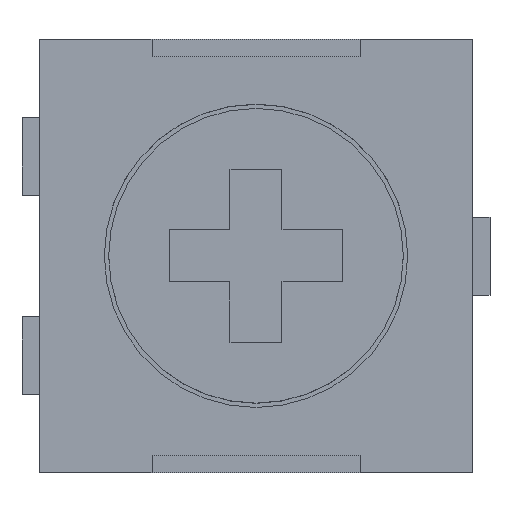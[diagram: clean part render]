
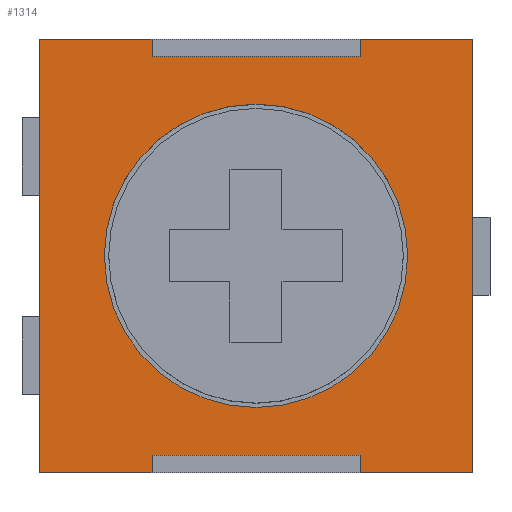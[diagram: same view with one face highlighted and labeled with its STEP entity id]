
A CAD part, top view. The second image highlights one B-rep face of the part: STEP entity #1314.
In plain terms, the highlighted planar face has unit normal (0, 0, 1).
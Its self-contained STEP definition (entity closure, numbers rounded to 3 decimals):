
#32 = CARTESIAN_POINT ( 'NONE',  ( 5., 5., 2.7 ) ) ;
#85 = DIRECTION ( 'NONE',  ( 0., 1., 0. ) ) ;
#126 = VERTEX_POINT ( 'NONE', #691 ) ;
#130 = CARTESIAN_POINT ( 'NONE',  ( 3.7, 0., 2.7 ) ) ;
#160 = CARTESIAN_POINT ( 'NONE',  ( 3.7, 0., 2.7 ) ) ;
#167 = CARTESIAN_POINT ( 'NONE',  ( 5., 0., 2.7 ) ) ;
#188 = LINE ( 'NONE', #2492, #1609 ) ;
#206 = EDGE_CURVE ( 'NONE', #2386, #668, #2429, .T. ) ;
#215 = ORIENTED_EDGE ( 'NONE', *, *, #1216, .T. ) ;
#252 = CIRCLE ( 'NONE', #2148, 1.75 ) ;
#290 = LINE ( 'NONE', #1284, #1424 ) ;
#352 = EDGE_CURVE ( 'NONE', #2009, #1911, #188, .T. ) ;
#366 = EDGE_CURVE ( 'NONE', #1220, #2009, #1354, .T. ) ;
#376 = FACE_OUTER_BOUND ( 'NONE', #1562, .T. ) ;
#406 = LINE ( 'NONE', #32, #1327 ) ;
#417 = CARTESIAN_POINT ( 'NONE',  ( 1.3, 5., 2.7 ) ) ;
#454 = DIRECTION ( 'NONE',  ( -1., 0., 0. ) ) ;
#460 = EDGE_CURVE ( 'NONE', #1740, #734, #1368, .T. ) ;
#502 = VECTOR ( 'NONE', #85, 1000. ) ;
#504 = ORIENTED_EDGE ( 'NONE', *, *, #460, .T. ) ;
#565 = VERTEX_POINT ( 'NONE', #167 ) ;
#586 = DIRECTION ( 'NONE',  ( 1., 0., 0. ) ) ;
#591 = DIRECTION ( 'NONE',  ( -1., 0., 0. ) ) ;
#647 = ORIENTED_EDGE ( 'NONE', *, *, #716, .F. ) ;
#664 = CARTESIAN_POINT ( 'NONE',  ( 0., 5., 2.7 ) ) ;
#667 = DIRECTION ( 'NONE',  ( 1., 0., 0. ) ) ;
#668 = VERTEX_POINT ( 'NONE', #1734 ) ;
#670 = DIRECTION ( 'NONE',  ( 0., -1., 0. ) ) ;
#679 = LINE ( 'NONE', #1493, #502 ) ;
#691 = CARTESIAN_POINT ( 'NONE',  ( 4.25, 2.5, 2.7 ) ) ;
#716 = EDGE_CURVE ( 'NONE', #2470, #126, #252, .T. ) ;
#723 = ORIENTED_EDGE ( 'NONE', *, *, #994, .F. ) ;
#734 = VERTEX_POINT ( 'NONE', #1346 ) ;
#764 = CARTESIAN_POINT ( 'NONE',  ( 0.75, 2.5, 2.7 ) ) ;
#789 = AXIS2_PLACEMENT_3D ( 'NONE', #1985, #1163, #586 ) ;
#806 = EDGE_CURVE ( 'NONE', #565, #1923, #406, .T. ) ;
#810 = DIRECTION ( 'NONE',  ( 0., 1., 0. ) ) ;
#813 = ORIENTED_EDGE ( 'NONE', *, *, #1960, .T. ) ;
#827 = VECTOR ( 'NONE', #2106, 1000. ) ;
#849 = VERTEX_POINT ( 'NONE', #1888 ) ;
#851 = CARTESIAN_POINT ( 'NONE',  ( 2.5, 2.5, 2.7 ) ) ;
#871 = CARTESIAN_POINT ( 'NONE',  ( 1.3, 0.2, 2.7 ) ) ;
#879 = ORIENTED_EDGE ( 'NONE', *, *, #366, .F. ) ;
#904 = EDGE_CURVE ( 'NONE', #126, #2470, #2188, .T. ) ;
#913 = VECTOR ( 'NONE', #1254, 1000. ) ;
#979 = FACE_BOUND ( 'NONE', #2448, .T. ) ;
#994 = EDGE_CURVE ( 'NONE', #1680, #849, #679, .T. ) ;
#1049 = LINE ( 'NONE', #871, #1087 ) ;
#1087 = VECTOR ( 'NONE', #670, 1000. ) ;
#1088 = CARTESIAN_POINT ( 'NONE',  ( 0., 0., 2.7 ) ) ;
#1093 = EDGE_CURVE ( 'NONE', #1923, #849, #1644, .T. ) ;
#1150 = LINE ( 'NONE', #2104, #1665 ) ;
#1163 = DIRECTION ( 'NONE',  ( 0., 0., 1. ) ) ;
#1214 = DIRECTION ( 'NONE',  ( 1., 0., 0. ) ) ;
#1216 = EDGE_CURVE ( 'NONE', #734, #2386, #1150, .T. ) ;
#1220 = VERTEX_POINT ( 'NONE', #130 ) ;
#1254 = DIRECTION ( 'NONE',  ( -1., 0., 0. ) ) ;
#1261 = ORIENTED_EDGE ( 'NONE', *, *, #206, .T. ) ;
#1271 = CARTESIAN_POINT ( 'NONE',  ( 5., 5., 2.7 ) ) ;
#1284 = CARTESIAN_POINT ( 'NONE',  ( 1.3, 5., 2.7 ) ) ;
#1314 = ADVANCED_FACE ( 'NONE', ( #376, #979 ), #1362, .T. ) ;
#1327 = VECTOR ( 'NONE', #810, 1000. ) ;
#1346 = CARTESIAN_POINT ( 'NONE',  ( 0., 5., 2.7 ) ) ;
#1354 = LINE ( 'NONE', #160, #1371 ) ;
#1362 = PLANE ( 'NONE',  #789 ) ;
#1368 = LINE ( 'NONE', #2502, #2145 ) ;
#1371 = VECTOR ( 'NONE', #2332, 1000. ) ;
#1407 = LINE ( 'NONE', #1635, #2157 ) ;
#1412 = ORIENTED_EDGE ( 'NONE', *, *, #1093, .T. ) ;
#1417 = DIRECTION ( 'NONE',  ( 0., 0., 1. ) ) ;
#1424 = VECTOR ( 'NONE', #2067, 1000. ) ;
#1441 = DIRECTION ( 'NONE',  ( 1., 0., 0. ) ) ;
#1473 = ORIENTED_EDGE ( 'NONE', *, *, #904, .F. ) ;
#1474 = CARTESIAN_POINT ( 'NONE',  ( 1.3, 0.2, 2.7 ) ) ;
#1493 = CARTESIAN_POINT ( 'NONE',  ( 3.7, 4.8, 2.7 ) ) ;
#1514 = ORIENTED_EDGE ( 'NONE', *, *, #1851, .F. ) ;
#1518 = ORIENTED_EDGE ( 'NONE', *, *, #1694, .F. ) ;
#1532 = AXIS2_PLACEMENT_3D ( 'NONE', #851, #1417, #1214 ) ;
#1562 = EDGE_LOOP ( 'NONE', ( #1514, #2137, #879, #813, #2127, #1412, #723, #1518, #2199, #504, #215, #1261 ) ) ;
#1609 = VECTOR ( 'NONE', #591, 1000. ) ;
#1624 = VERTEX_POINT ( 'NONE', #1966 ) ;
#1635 = CARTESIAN_POINT ( 'NONE',  ( 1.3, 4.8, 2.7 ) ) ;
#1644 = LINE ( 'NONE', #664, #913 ) ;
#1665 = VECTOR ( 'NONE', #2118, 1000. ) ;
#1680 = VERTEX_POINT ( 'NONE', #2149 ) ;
#1694 = EDGE_CURVE ( 'NONE', #1624, #1680, #1407, .T. ) ;
#1722 = CARTESIAN_POINT ( 'NONE',  ( 0., 0., 2.7 ) ) ;
#1725 = LINE ( 'NONE', #2133, #827 ) ;
#1734 = CARTESIAN_POINT ( 'NONE',  ( 1.3, 0., 2.7 ) ) ;
#1740 = VERTEX_POINT ( 'NONE', #417 ) ;
#1851 = EDGE_CURVE ( 'NONE', #1911, #668, #1049, .T. ) ;
#1888 = CARTESIAN_POINT ( 'NONE',  ( 3.7, 5., 2.7 ) ) ;
#1898 = EDGE_CURVE ( 'NONE', #1740, #1624, #290, .T. ) ;
#1911 = VERTEX_POINT ( 'NONE', #1474 ) ;
#1923 = VERTEX_POINT ( 'NONE', #1271 ) ;
#1930 = CARTESIAN_POINT ( 'NONE',  ( 3.7, 0.2, 2.7 ) ) ;
#1960 = EDGE_CURVE ( 'NONE', #1220, #565, #1725, .T. ) ;
#1966 = CARTESIAN_POINT ( 'NONE',  ( 1.3, 4.8, 2.7 ) ) ;
#1985 = CARTESIAN_POINT ( 'NONE',  ( 0., 0., 2.7 ) ) ;
#2009 = VERTEX_POINT ( 'NONE', #1930 ) ;
#2067 = DIRECTION ( 'NONE',  ( 0., -1., 0. ) ) ;
#2104 = CARTESIAN_POINT ( 'NONE',  ( 0., 5., 2.7 ) ) ;
#2106 = DIRECTION ( 'NONE',  ( 1., 0., 0. ) ) ;
#2118 = DIRECTION ( 'NONE',  ( 0., -1., 0. ) ) ;
#2127 = ORIENTED_EDGE ( 'NONE', *, *, #806, .T. ) ;
#2133 = CARTESIAN_POINT ( 'NONE',  ( 0., 0., 2.7 ) ) ;
#2137 = ORIENTED_EDGE ( 'NONE', *, *, #352, .F. ) ;
#2145 = VECTOR ( 'NONE', #454, 1000. ) ;
#2148 = AXIS2_PLACEMENT_3D ( 'NONE', #2522, #2534, #2294 ) ;
#2149 = CARTESIAN_POINT ( 'NONE',  ( 3.7, 4.8, 2.7 ) ) ;
#2157 = VECTOR ( 'NONE', #1441, 1000. ) ;
#2188 = CIRCLE ( 'NONE', #1532, 1.75 ) ;
#2199 = ORIENTED_EDGE ( 'NONE', *, *, #1898, .F. ) ;
#2294 = DIRECTION ( 'NONE',  ( 1., 0., 0. ) ) ;
#2332 = DIRECTION ( 'NONE',  ( 0., 1., 0. ) ) ;
#2386 = VERTEX_POINT ( 'NONE', #1722 ) ;
#2429 = LINE ( 'NONE', #1088, #2511 ) ;
#2448 = EDGE_LOOP ( 'NONE', ( #647, #1473 ) ) ;
#2470 = VERTEX_POINT ( 'NONE', #764 ) ;
#2492 = CARTESIAN_POINT ( 'NONE',  ( 3.7, 0.2, 2.7 ) ) ;
#2502 = CARTESIAN_POINT ( 'NONE',  ( 0., 5., 2.7 ) ) ;
#2511 = VECTOR ( 'NONE', #667, 1000. ) ;
#2522 = CARTESIAN_POINT ( 'NONE',  ( 2.5, 2.5, 2.7 ) ) ;
#2534 = DIRECTION ( 'NONE',  ( 0., 0., 1. ) ) ;
